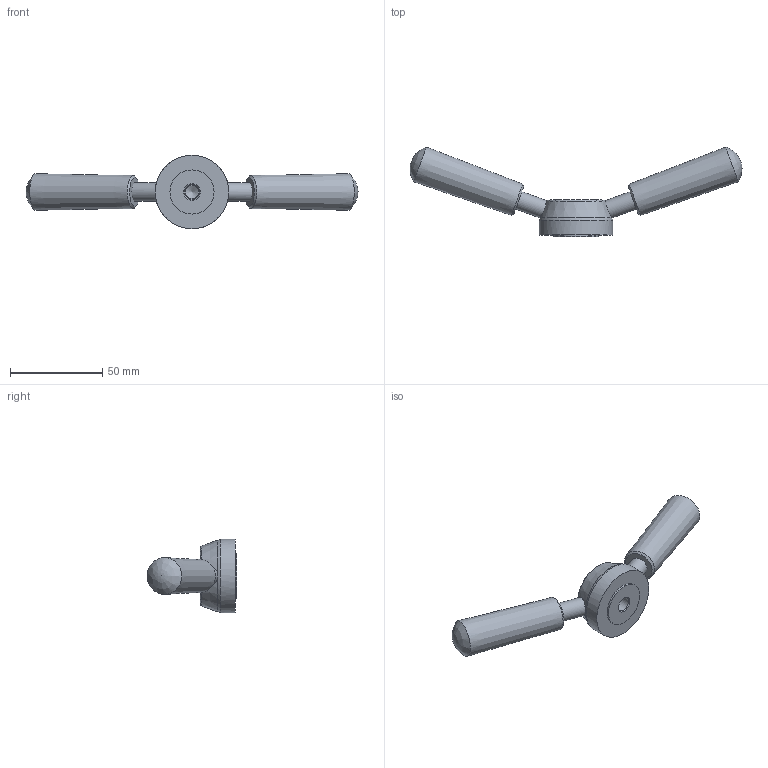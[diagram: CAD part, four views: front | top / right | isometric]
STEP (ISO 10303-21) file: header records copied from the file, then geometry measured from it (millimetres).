
FILE_DESCRIPTION(/* description */ (''),/* implementation_level */ '2;1');
FILE_NAME(/* name */ 'TA90.dxf',/* time_stamp */ '2012-11-23T18:00:41+08:00',/* author */ (''),/* organization */ (''),/* preprocessor_version */ 'ST-DEVELOPER v9',/* originating_system */ 'UGS - NX 4.0',/* authorisation */ '');
FILE_SCHEMA (('CONFIG_CONTROL_DESIGN'));
Length unit declared in the file: millimetre
Products named in the file (1): AdmiBFDFxqgw
Bounding box: 180.16 x 48.72 x 39.95 mm (x, y, z)
Volume: 57080 mm3; surface area: 13437.9 mm2
Topology: 1 solids, 1 shells, 23 faces, 49 edges, 30 vertices
Faces by surface type: cone 8, plane 6, cylinder 6, bspline 2, torus 1
Full cylindrical faces by diameter (mm): 6.945 x1, 7.945 x1, 10.001 x2, 23.945 x1, 39.945 x1
Entity records: 674 total; most frequent: CARTESIAN_POINT 198, DIRECTION 84, ORIENTED_EDGE 50, EDGE_LOOP 42, AXIS2_PLACEMENT_3D 42, FACE_BOUND 31, VERTEX_POINT 26, EDGE_CURVE 25
